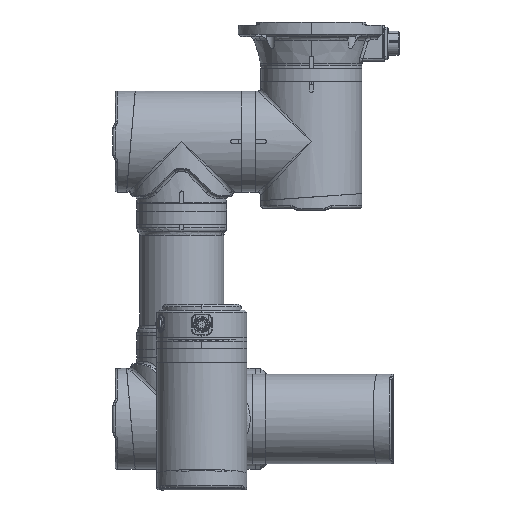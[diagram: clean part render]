
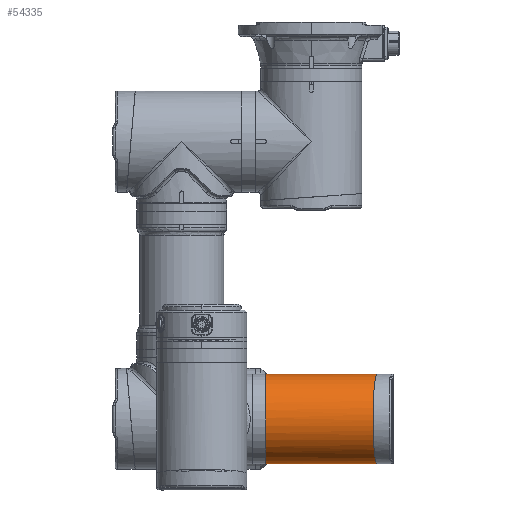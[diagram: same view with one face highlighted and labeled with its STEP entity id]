
A CAD part, left-side view. The second image highlights one B-rep face of the part: STEP entity #54335.
In plain terms, the highlighted cylindrical face has radius 40 mm (diameter 80 mm), a full revolution.
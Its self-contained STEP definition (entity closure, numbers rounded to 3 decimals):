
#272 = CARTESIAN_POINT ( 'NONE',  ( -10., -40., -584. ) ) ;
#1047 = CARTESIAN_POINT ( 'NONE',  ( 40.5, -39.972, -585.5 ) ) ;
#2496 = VERTEX_POINT ( 'NONE', #13929 ) ;
#3882 = CARTESIAN_POINT ( 'NONE',  ( -61.974, 80., -544. ) ) ;
#4387 = CYLINDRICAL_SURFACE ( 'NONE', #71524, 40. ) ;
#4504 = ORIENTED_EDGE ( 'NONE', *, *, #70606, .T. ) ;
#7126 = EDGE_CURVE ( 'NONE', #57062, #72427, #90112, .T. ) ;
#7565 = CARTESIAN_POINT ( 'NONE',  ( 30.5, -40., -583.901 ) ) ;
#10510 = CARTESIAN_POINT ( 'NONE',  ( 30.54, -39.998, -584.395 ) ) ;
#10569 = VECTOR ( 'NONE', #52130, 1000. ) ;
#12078 = AXIS2_PLACEMENT_3D ( 'NONE', #82899, #36826, #36158 ) ;
#12614 = CARTESIAN_POINT ( 'NONE',  ( 76., -40., -504. ) ) ;
#12962 = CARTESIAN_POINT ( 'NONE',  ( 32., -39.972, -585.5 ) ) ;
#13929 = CARTESIAN_POINT ( 'NONE',  ( -10., 40., -584. ) ) ;
#14292 = CARTESIAN_POINT ( 'NONE',  ( -10., 40., -584. ) ) ;
#14759 = VECTOR ( 'NONE', #46576, 1000. ) ;
#14883 = ORIENTED_EDGE ( 'NONE', *, *, #44867, .T. ) ;
#14910 = B_SPLINE_CURVE_WITH_KNOTS ( 'NONE', 3,
 ( #68091, #7565, #84426, #83136, #67764, #54394, #32288, #55377, #78375, #77704, #62382, #77030, #16517, #24576 ),
 .UNSPECIFIED., .F., .F.,
 ( 4, 2, 2, 2, 2, 2, 4 ),
 ( 0., 0., 0.001, 0.001, 0.001, 0.002, 0.002 ),
 .UNSPECIFIED. ) ;
#16517 = CARTESIAN_POINT ( 'NONE',  ( 31.802, -39.972, -582.5 ) ) ;
#16681 =( BOUNDED_CURVE ( )  B_SPLINE_CURVE ( 3, ( #88537, #96899, #12614, #58142 ),
 .UNSPECIFIED., .F., .F. ) 
 B_SPLINE_CURVE_WITH_KNOTS ( ( 4, 4 ),
 ( 1.571, 4.712 ),
 .UNSPECIFIED. ) 
 CURVE ( )  GEOMETRIC_REPRESENTATION_ITEM ( )  RATIONAL_B_SPLINE_CURVE ( ( 1., 0.333, 0.333, 1. ) ) 
 REPRESENTATION_ITEM ( '' )  );
#18876 = CARTESIAN_POINT ( 'NONE',  ( 30.69, -39.993, -584.756 ) ) ;
#19266 = CARTESIAN_POINT ( 'NONE',  ( -61.974, -80., -544. ) ) ;
#22452 = FACE_OUTER_BOUND ( 'NONE', #88806, .T. ) ;
#22620 = CARTESIAN_POINT ( 'NONE',  ( -10., -40., -584. ) ) ;
#23629 = CARTESIAN_POINT ( 'NONE',  ( 40.5, -39.972, -582.5 ) ) ;
#24576 = CARTESIAN_POINT ( 'NONE',  ( 32., -39.972, -582.5 ) ) ;
#27815 = VERTEX_POINT ( 'NONE', #23629 ) ;
#28225 = CARTESIAN_POINT ( 'NONE',  ( 30.5, -40., -584. ) ) ;
#28996 = CARTESIAN_POINT ( 'NONE',  ( 40.5, -39.972, -582.5 ) ) ;
#29783 =( BOUNDED_CURVE ( )  B_SPLINE_CURVE ( 3, ( #272, #99206, #37414, #14292 ),
 .UNSPECIFIED., .F., .F. ) 
 B_SPLINE_CURVE_WITH_KNOTS ( ( 4, 4 ),
 ( 4.712, 7.854 ),
 .UNSPECIFIED. ) 
 CURVE ( )  GEOMETRIC_REPRESENTATION_ITEM ( )  RATIONAL_B_SPLINE_CURVE ( ( 1., 0.333, 0.333, 1. ) ) 
 REPRESENTATION_ITEM ( '' )  );
#29877 = CIRCLE ( 'NONE', #12078, 40. ) ;
#32288 = CARTESIAN_POINT ( 'NONE',  ( 30.698, -39.993, -583.249 ) ) ;
#33614 = CARTESIAN_POINT ( 'NONE',  ( 30.801, -39.99, -584.923 ) ) ;
#34339 = CARTESIAN_POINT ( 'NONE',  ( -54.975, 80., -624. ) ) ;
#36158 = DIRECTION ( 'NONE',  ( 0., 0., 1. ) ) ;
#36826 = DIRECTION ( 'NONE',  ( -1., 0., 0. ) ) ;
#37414 = CARTESIAN_POINT ( 'NONE',  ( -96., 40., -504. ) ) ;
#39922 = ORIENTED_EDGE ( 'NONE', *, *, #41331, .T. ) ;
#40809 = CARTESIAN_POINT ( 'NONE',  ( 40.5, -39.972, -585.5 ) ) ;
#41331 = EDGE_CURVE ( 'NONE', #73286, #76917, #14910, .T. ) ;
#41352 = CARTESIAN_POINT ( 'NONE',  ( 31.901, -39.972, -585.5 ) ) ;
#41420 = CARTESIAN_POINT ( 'NONE',  ( -61.974, 0., -544. ) ) ;
#42858 = EDGE_CURVE ( 'NONE', #2496, #70932, #16681, .T. ) ;
#44867 = EDGE_CURVE ( 'NONE', #57786, #57786, #95758, .T. ) ;
#46576 = DIRECTION ( 'NONE',  ( 1., 0., 0. ) ) ;
#46970 = ORIENTED_EDGE ( 'NONE', *, *, #7126, .F. ) ;
#47948 = B_SPLINE_CURVE_WITH_KNOTS ( 'NONE', 3,
 ( #71355, #41352, #86717, #64059, #94424, #56364, #79713, #95075, #79373, #33614, #18876, #10510, #87055, #49390 ),
 .UNSPECIFIED., .F., .F.,
 ( 4, 2, 2, 2, 2, 2, 4 ),
 ( 0., 0., 0.001, 0.001, 0.001, 0.002, 0.002 ),
 .UNSPECIFIED. ) ;
#49390 = CARTESIAN_POINT ( 'NONE',  ( 30.5, -40., -584. ) ) ;
#52130 = DIRECTION ( 'NONE',  ( -1., 0., 0. ) ) ;
#53727 = LINE ( 'NONE', #28996, #10569 ) ;
#53760 = CARTESIAN_POINT ( 'NONE',  ( 40.5, 0., -584. ) ) ;
#54335 = ADVANCED_FACE ( 'NONE', ( #88235, #22452, #54786 ), #4387, .T. ) ;
#54394 = CARTESIAN_POINT ( 'NONE',  ( 30.652, -39.995, -583.335 ) ) ;
#54786 = FACE_OUTER_BOUND ( 'NONE', #90278, .T. ) ;
#55377 = CARTESIAN_POINT ( 'NONE',  ( 30.807, -39.99, -583.086 ) ) ;
#56364 = CARTESIAN_POINT ( 'NONE',  ( 31.335, -39.977, -585.348 ) ) ;
#57062 = VERTEX_POINT ( 'NONE', #12962 ) ;
#57091 = CARTESIAN_POINT ( 'NONE',  ( -54.975, 0., -624. ) ) ;
#57503 = ORIENTED_EDGE ( 'NONE', *, *, #72686, .F. ) ;
#57786 = VERTEX_POINT ( 'NONE', #66066 ) ;
#58142 = CARTESIAN_POINT ( 'NONE',  ( -10., -40., -584. ) ) ;
#62382 = CARTESIAN_POINT ( 'NONE',  ( 31.244, -39.979, -582.69 ) ) ;
#64059 = CARTESIAN_POINT ( 'NONE',  ( 31.612, -39.974, -585.452 ) ) ;
#66066 = CARTESIAN_POINT ( 'NONE',  ( -61.974, 0., -544. ) ) ;
#67764 = CARTESIAN_POINT ( 'NONE',  ( 30.577, -39.997, -583.517 ) ) ;
#68091 = CARTESIAN_POINT ( 'NONE',  ( 30.5, -40., -584. ) ) ;
#70606 = EDGE_CURVE ( 'NONE', #57062, #73286, #47948, .T. ) ;
#70932 = VERTEX_POINT ( 'NONE', #22620 ) ;
#71355 = CARTESIAN_POINT ( 'NONE',  ( 32., -39.972, -585.5 ) ) ;
#71407 = ORIENTED_EDGE ( 'NONE', *, *, #92295, .T. ) ;
#71524 = AXIS2_PLACEMENT_3D ( 'NONE', #53760, #92097, #76694 ) ;
#72427 = VERTEX_POINT ( 'NONE', #40809 ) ;
#72686 = EDGE_CURVE ( 'NONE', #27815, #76917, #53727, .T. ) ;
#73286 = VERTEX_POINT ( 'NONE', #28225 ) ;
#76694 = DIRECTION ( 'NONE',  ( 0., 0., 1. ) ) ;
#76917 = VERTEX_POINT ( 'NONE', #83328 ) ;
#76924 = ORIENTED_EDGE ( 'NONE', *, *, #96062, .T. ) ;
#77017 = EDGE_LOOP ( 'NONE', ( #92403, #71407 ) ) ;
#77030 = CARTESIAN_POINT ( 'NONE',  ( 31.605, -39.973, -582.54 ) ) ;
#77704 = CARTESIAN_POINT ( 'NONE',  ( 31.077, -39.982, -582.801 ) ) ;
#78375 = CARTESIAN_POINT ( 'NONE',  ( 30.87, -39.988, -583.009 ) ) ;
#79373 = CARTESIAN_POINT ( 'NONE',  ( 31.009, -39.984, -585.13 ) ) ;
#79713 = CARTESIAN_POINT ( 'NONE',  ( 31.249, -39.979, -585.302 ) ) ;
#82899 = CARTESIAN_POINT ( 'NONE',  ( 40.5, 0., -584. ) ) ;
#83136 = CARTESIAN_POINT ( 'NONE',  ( 30.548, -39.998, -583.612 ) ) ;
#83328 = CARTESIAN_POINT ( 'NONE',  ( 32., -39.972, -582.5 ) ) ;
#84426 = CARTESIAN_POINT ( 'NONE',  ( 30.51, -40., -583.804 ) ) ;
#86717 = CARTESIAN_POINT ( 'NONE',  ( 31.804, -39.972, -585.49 ) ) ;
#87055 = CARTESIAN_POINT ( 'NONE',  ( 30.5, -40., -584.198 ) ) ;
#87454 = CARTESIAN_POINT ( 'NONE',  ( -54.975, -80., -624. ) ) ;
#87792 = CARTESIAN_POINT ( 'NONE',  ( -61.974, 0., -544. ) ) ;
#88235 = FACE_BOUND ( 'NONE', #77017, .T. ) ;
#88537 = CARTESIAN_POINT ( 'NONE',  ( -10., 40., -584. ) ) ;
#88806 = EDGE_LOOP ( 'NONE', ( #57503, #76924, #46970, #4504, #39922 ) ) ;
#90112 = LINE ( 'NONE', #1047, #14759 ) ;
#90278 = EDGE_LOOP ( 'NONE', ( #14883 ) ) ;
#92097 = DIRECTION ( 'NONE',  ( -1., 0., 0. ) ) ;
#92295 = EDGE_CURVE ( 'NONE', #70932, #2496, #29783, .T. ) ;
#92403 = ORIENTED_EDGE ( 'NONE', *, *, #42858, .T. ) ;
#94424 = CARTESIAN_POINT ( 'NONE',  ( 31.517, -39.975, -585.423 ) ) ;
#95075 = CARTESIAN_POINT ( 'NONE',  ( 31.086, -39.982, -585.193 ) ) ;
#95758 =( BOUNDED_CURVE ( )  B_SPLINE_CURVE ( 3, ( #41420, #19266, #87454, #57091, #34339, #3882, #87792 ),
 .UNSPECIFIED., .T., .F. ) 
 B_SPLINE_CURVE_WITH_KNOTS ( ( 4, 3, 4 ),
 ( 0., 3.142, 6.283 ),
 .UNSPECIFIED. ) 
 CURVE ( )  GEOMETRIC_REPRESENTATION_ITEM ( )  RATIONAL_B_SPLINE_CURVE ( ( 1., 0.333, 0.333, 1., 0.333, 0.333, 1. ) ) 
 REPRESENTATION_ITEM ( '' )  );
#96062 = EDGE_CURVE ( 'NONE', #27815, #72427, #29877, .T. ) ;
#96899 = CARTESIAN_POINT ( 'NONE',  ( 76., 40., -504. ) ) ;
#99206 = CARTESIAN_POINT ( 'NONE',  ( -96., -40., -504. ) ) ;
